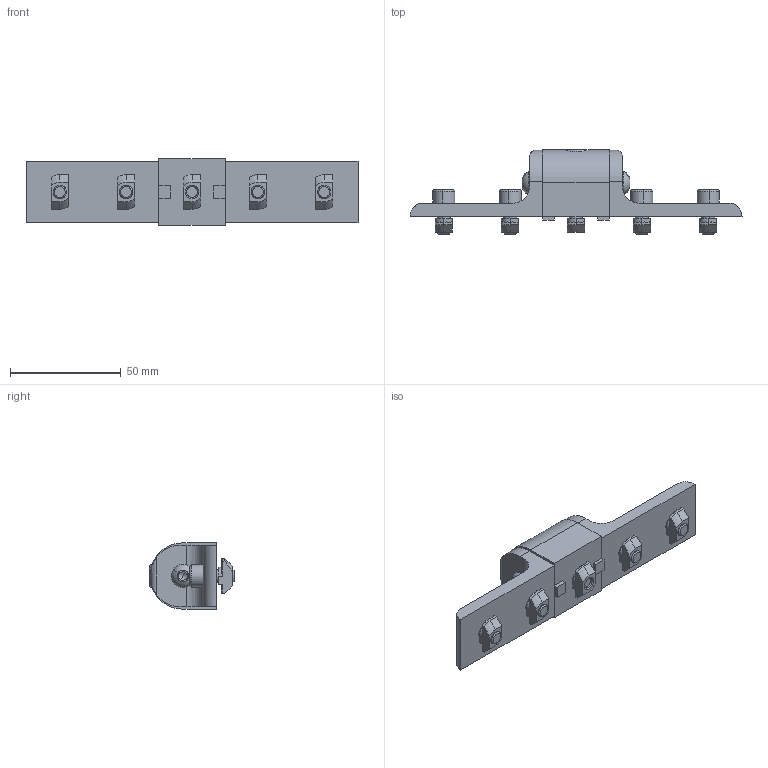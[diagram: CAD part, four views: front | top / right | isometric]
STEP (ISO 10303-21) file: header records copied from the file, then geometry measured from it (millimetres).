
FILE_DESCRIPTION (( 'STEP AP214' ), '1' );
FILE_NAME ('#037 Êîìïëåêò êðîíøòåéíà 30õ30-8-À ñ óãîëêîì, â ïàç ïðîôèëÿ.STEP', '2022-06-16T07:16:17', ( 'Ñòàñ' ), ( '' ), 'SwSTEP 2.0', 'SolidWorks 2021', '' );
FILE_SCHEMA (( 'AUTOMOTIVE_DESIGN' ));
Length unit declared in the file: millimetre
Products named in the file (7): K89 Âèíò öèëèíäð. ñ âíóòðåííèì øåñò. Ì6 õ30 DIN 912; D74 Âèíò ñ ïîëóêðóãë. ãîë. è âí. øåñòèãð. Ì6 õ 14 ISO 7380-1; A458 Ïîâîðîòíûé óãîëîê, ïàç 8; D55 Âèíò öèëèíäð. ñ âíóòðåííèì øåñò. Ì6 õ14 DIN 912; A463 Ïîâîðîòíûé êðîíøòåéí 8-A; #037 Êîìïëåêò êðîíøòåéíà 30õ30-8-À ñ óãîëêîì, â ïàç ïðîôèëÿ; D53 Ò-ãàéêà Ì6, ïàç 8_00
Assembly tree (15 placements, depth 2):
  #037 Êîìïëåêò êðîíøòåéíà 30õ30-8-À ñ óãîëêîì, â ïàç ïðîôèëÿ
    A463 Ïîâîðîòíûé êðîíøòåéí 8-A
    A458 Ïîâîðîòíûé óãîëîê, ïàç 8  x2
    D55 Âèíò öèëèíäð. ñ âíóòðåííèì øåñò. Ì6 õ14 DIN 912  x4
    D74 Âèíò ñ ïîëóêðóãë. ãîë. è âí. øåñòèãð. Ì6 õ 14 ISO 7380-1  x2
    D53 Ò-ãàéêà Ì6, ïàç 8_00  x5
    K89 Âèíò öèëèíäð. ñ âíóòðåííèì øåñò. Ì6 õ30 DIN 912
Bounding box: 150 x 38.15 x 30 mm (x, y, z)
Volume: 56213.4 mm3; surface area: 24437 mm2
Topology: 15 solids, 15 shells, 499 faces, 1254 edges, 779 vertices
Faces by surface type: plane 291, cylinder 88, cone 86, torus 24, bspline 6, sphere 4
Entity records: 6686 total; most frequent: CARTESIAN_POINT 1967, DIRECTION 942, ORIENTED_EDGE 894, EDGE_CURVE 447, AXIS2_PLACEMENT_3D 342, VERTEX_POINT 279, VECTOR 258, LINE 258
